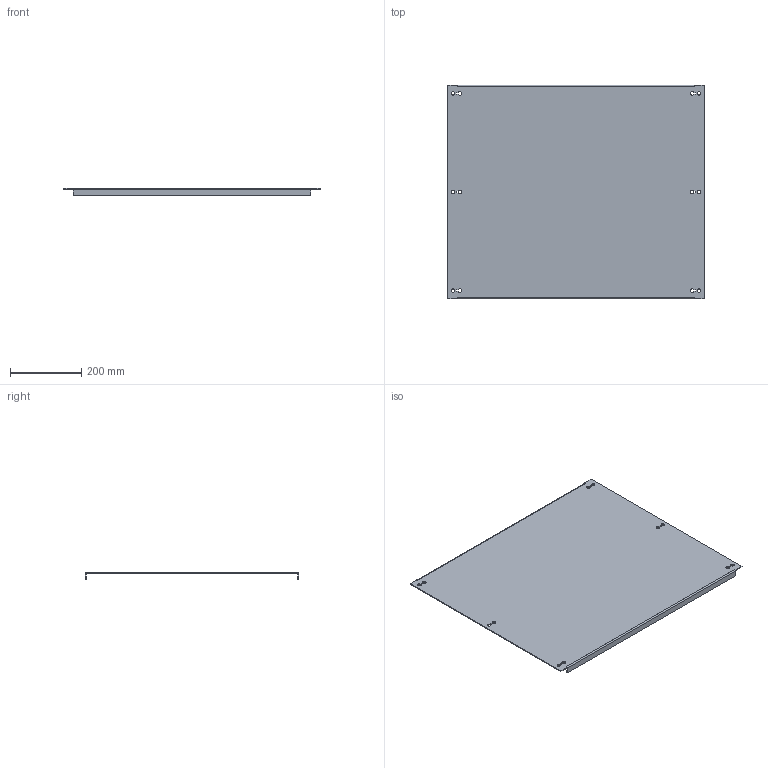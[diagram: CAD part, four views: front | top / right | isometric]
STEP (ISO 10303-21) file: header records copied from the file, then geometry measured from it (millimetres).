
FILE_DESCRIPTION (( 'STEP AP214' ), '1' );
FILE_NAME ('c_il066313--_3d.stp', '2022-05-10T06:21:26', ( '' ), ( '' ), 'SwSTEP 2.0', 'SolidWorks 2021', '' );
FILE_SCHEMA (( 'AUTOMOTIVE_DESIGN' ));
Length unit declared in the file: millimetre
Products named in the file (1): c_il066313--_3d
Bounding box: 717.5 x 597.5 x 20 mm (x, y, z)
Volume: 1124081.5 mm3; surface area: 907128.7 mm2
Topology: 1 solids, 1 shells, 69 faces, 189 edges, 122 vertices
Faces by surface type: plane 44, cylinder 25
Entity records: 2263 total; most frequent: DIRECTION 383, CARTESIAN_POINT 381, ORIENTED_EDGE 378, EDGE_CURVE 189, LINE 135, VECTOR 135, AXIS2_PLACEMENT_3D 124, VERTEX_POINT 122
